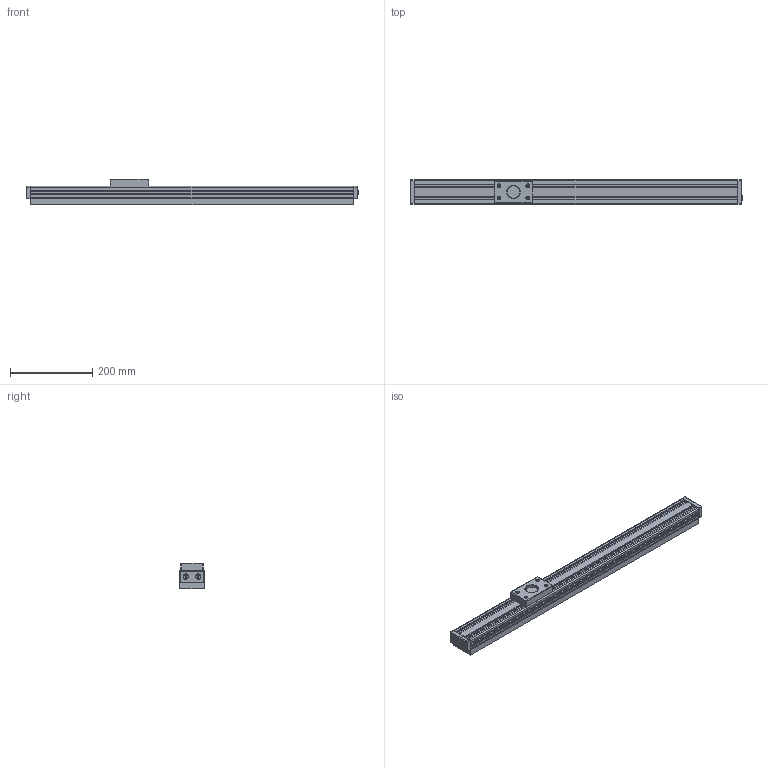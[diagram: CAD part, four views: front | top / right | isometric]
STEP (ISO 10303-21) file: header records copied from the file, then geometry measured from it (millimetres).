
FILE_DESCRIPTION(/* description */ (''),/* implementation_level */ '2;1');
FILE_NAME(/* name */ 'SVAC08151NN10.stp',/* time_stamp */ '2024-03-06T10:11:36+01:00',/* author */ ('enginyeria2'),/* organization */ (''),/* preprocessor_version */ 'ST-DEVELOPER v20',/* originating_system */ 'Autodesk Inventor 2024',/* authorisation */ '');
FILE_SCHEMA (('AUTOMOTIVE_DESIGN { 1 0 10303 214 3 1 1 }'));
Length unit declared in the file: centimetre
Products named in the file (10): Ensamblaje3; SVAC08151C210.ipj; espuma20; PCMTPZ291123APL07; PCLVAC6JNT; PCMTPZ101023APL12; ISO 10642 - M6 x  20; PCSVACJNT; Placa vacío externo; DIN 912 - M5 x 12
Assembly tree (21 placements, depth 3):
  Ensamblaje3
    SVAC08151C210.ipj
      espuma20
      PCMTPZ291123APL07
      PCLVAC6JNT  x4
      PCMTPZ101023APL12  x4
      ISO 10642 - M6 x  20  x4
      PCSVACJNT
      Placa vacío externo
      DIN 912 - M5 x 12  x4
Bounding box: 809 x 60 x 63 mm (x, y, z)
Volume: 1915145.6 mm3; surface area: 433733.2 mm2
Topology: 20 solids, 20 shells, 627 faces, 1539 edges, 991 vertices
Faces by surface type: plane 298, cylinder 264, cone 29, sphere 20, torus 16
Full cylindrical faces by diameter (mm): 1 x31, 5 x4, 6 x4, 6.5 x8, 7 x8, 8.5 x4, 9 x4, 11.34 x4, 30.291 x1
Entity records: 10514 total; most frequent: DIRECTION 1886, CARTESIAN_POINT 1754, ORIENTED_EDGE 1640, EDGE_CURVE 820, AXIS2_PLACEMENT_3D 703, VERTEX_POINT 528, LINE 480, VECTOR 480
